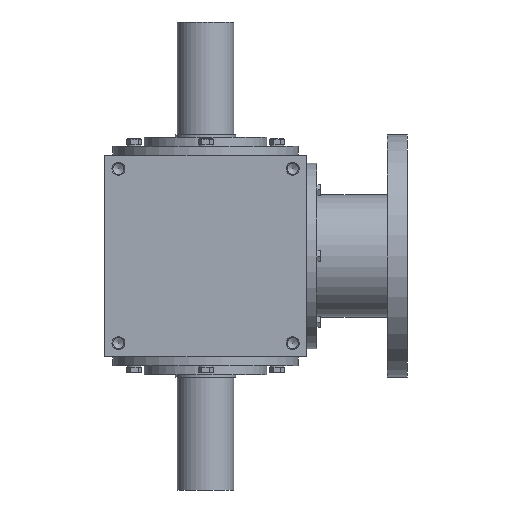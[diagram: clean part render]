
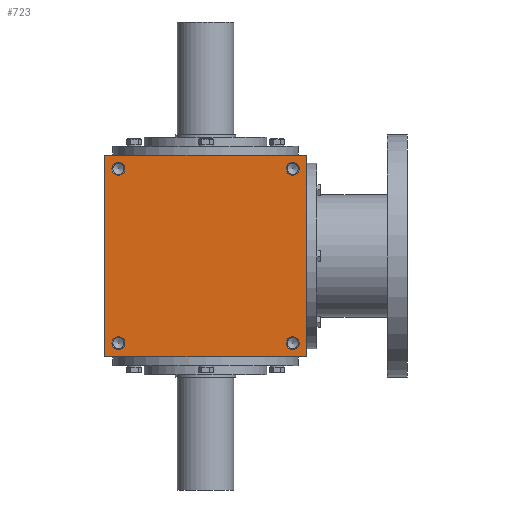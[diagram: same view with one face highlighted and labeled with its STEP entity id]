
A CAD part, front view. The second image highlights one B-rep face of the part: STEP entity #723.
In plain terms, the highlighted planar face has unit normal (0, -1, 0).
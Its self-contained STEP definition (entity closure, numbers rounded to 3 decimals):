
#723 = ADVANCED_FACE( '', ( #1453, #1454, #1455, #1456, #1457 ), #1458, .F. );
#1453 = FACE_BOUND( '', #2216, .T. );
#1454 = FACE_BOUND( '', #2217, .T. );
#1455 = FACE_BOUND( '', #2218, .T. );
#1456 = FACE_BOUND( '', #2219, .T. );
#1457 = FACE_OUTER_BOUND( '', #2220, .T. );
#1458 = PLANE( '', #2221 );
#2216 = EDGE_LOOP( '', ( #3420 ) );
#2217 = EDGE_LOOP( '', ( #3421 ) );
#2218 = EDGE_LOOP( '', ( #3422 ) );
#2219 = EDGE_LOOP( '', ( #3423 ) );
#2220 = EDGE_LOOP( '', ( #3424, #3425, #3426, #3427 ) );
#2221 = AXIS2_PLACEMENT_3D( '', #3428, #3429, #3430 );
#3420 = ORIENTED_EDGE( '', *, *, #4068, .T. );
#3421 = ORIENTED_EDGE( '', *, *, #4368, .T. );
#3422 = ORIENTED_EDGE( '', *, *, #4369, .F. );
#3423 = ORIENTED_EDGE( '', *, *, #4370, .F. );
#3424 = ORIENTED_EDGE( '', *, *, #4076, .T. );
#3425 = ORIENTED_EDGE( '', *, *, #4371, .F. );
#3426 = ORIENTED_EDGE( '', *, *, #4281, .F. );
#3427 = ORIENTED_EDGE( '', *, *, #4233, .T. );
#3428 = CARTESIAN_POINT( '', ( -125., -125., 125. ) );
#3429 = DIRECTION( '', ( 0., 1., 0. ) );
#3430 = DIRECTION( '', ( 0., 0., 1. ) );
#4068 = EDGE_CURVE( '', #4706, #4706, #4707, .T. );
#4076 = EDGE_CURVE( '', #4716, #4720, #4722, .T. );
#4233 = EDGE_CURVE( '', #4964, #4716, #4965, .T. );
#4281 = EDGE_CURVE( '', #4964, #5030, #5031, .T. );
#4368 = EDGE_CURVE( '', #5131, #5131, #5132, .T. );
#4369 = EDGE_CURVE( '', #5133, #5133, #5134, .T. );
#4370 = EDGE_CURVE( '', #5135, #5135, #5136, .T. );
#4371 = EDGE_CURVE( '', #5030, #4720, #5137, .T. );
#4706 = VERTEX_POINT( '', #5546 );
#4707 = CIRCLE( '', #5547, 8. );
#4716 = VERTEX_POINT( '', #5556 );
#4720 = VERTEX_POINT( '', #5562 );
#4722 = LINE( '', #5565, #5566 );
#4964 = VERTEX_POINT( '', #5948 );
#4965 = LINE( '', #5949, #5950 );
#5030 = VERTEX_POINT( '', #6028 );
#5031 = LINE( '', #6029, #6030 );
#5131 = VERTEX_POINT( '', #6164 );
#5132 = CIRCLE( '', #6165, 8. );
#5133 = VERTEX_POINT( '', #6166 );
#5134 = CIRCLE( '', #6167, 8. );
#5135 = VERTEX_POINT( '', #6168 );
#5136 = CIRCLE( '', #6169, 8. );
#5137 = LINE( '', #6170, #6171 );
#5546 = CARTESIAN_POINT( '', ( -108., -125., -100. ) );
#5547 = AXIS2_PLACEMENT_3D( '', #6560, #6561, #6562 );
#5556 = CARTESIAN_POINT( '', ( -125., -125., -125. ) );
#5562 = CARTESIAN_POINT( '', ( 125., -125., -125. ) );
#5565 = CARTESIAN_POINT( '', ( -125., -125., -125. ) );
#5566 = VECTOR( '', #6575, 1000. );
#5948 = CARTESIAN_POINT( '', ( -125., -125., 125. ) );
#5949 = CARTESIAN_POINT( '', ( -125., -125., 125. ) );
#5950 = VECTOR( '', #6847, 1000. );
#6028 = CARTESIAN_POINT( '', ( 125., -125., 125. ) );
#6029 = CARTESIAN_POINT( '', ( -125., -125., 125. ) );
#6030 = VECTOR( '', #6917, 1000. );
#6164 = CARTESIAN_POINT( '', ( -108., -125., 116. ) );
#6165 = AXIS2_PLACEMENT_3D( '', #7008, #7009, #7010 );
#6166 = CARTESIAN_POINT( '', ( 108., -125., -116. ) );
#6167 = AXIS2_PLACEMENT_3D( '', #7011, #7012, #7013 );
#6168 = CARTESIAN_POINT( '', ( 108., -125., 100. ) );
#6169 = AXIS2_PLACEMENT_3D( '', #7014, #7015, #7016 );
#6170 = CARTESIAN_POINT( '', ( 125., -125., 125. ) );
#6171 = VECTOR( '', #7017, 1000. );
#6560 = CARTESIAN_POINT( '', ( -108., -125., -108. ) );
#6561 = DIRECTION( '', ( 0., 1., 0. ) );
#6562 = DIRECTION( '', ( 0., 0., 1. ) );
#6575 = DIRECTION( '', ( 1., 0., 0. ) );
#6847 = DIRECTION( '', ( 0., 0., -1. ) );
#6917 = DIRECTION( '', ( 1., 0., 0. ) );
#7008 = CARTESIAN_POINT( '', ( -108., -125., 108. ) );
#7009 = DIRECTION( '', ( 0., 1., 0. ) );
#7010 = DIRECTION( '', ( 0., 0., 1. ) );
#7011 = CARTESIAN_POINT( '', ( 108., -125., -108. ) );
#7012 = DIRECTION( '', ( 0., -1., 0. ) );
#7013 = DIRECTION( '', ( 0., 0., -1. ) );
#7014 = CARTESIAN_POINT( '', ( 108., -125., 108. ) );
#7015 = DIRECTION( '', ( 0., -1., 0. ) );
#7016 = DIRECTION( '', ( 0., 0., -1. ) );
#7017 = DIRECTION( '', ( 0., 0., -1. ) );
